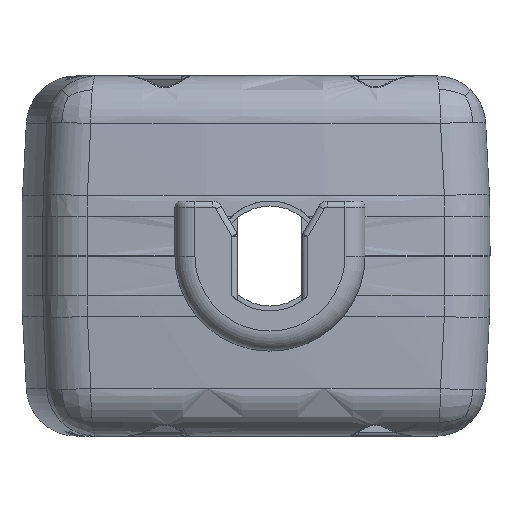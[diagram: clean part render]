
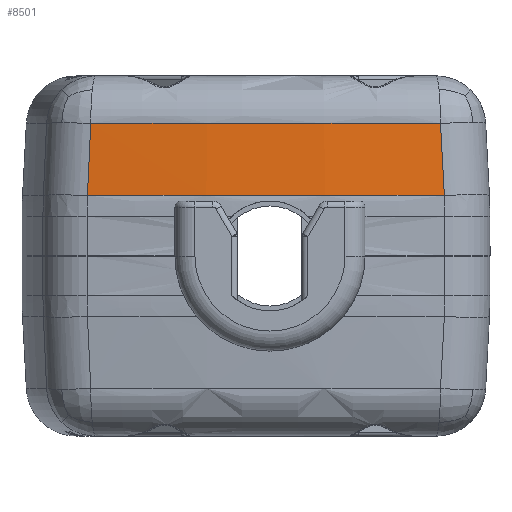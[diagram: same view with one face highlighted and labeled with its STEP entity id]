
A CAD part, front view. The second image highlights one B-rep face of the part: STEP entity #8501.
In plain terms, the highlighted conical face has half-angle 3 degrees and reference radius 89.878 mm.
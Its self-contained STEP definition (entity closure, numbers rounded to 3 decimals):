
#8501 = ADVANCED_FACE( '', ( #17275 ), #17276, .T. );
#17275 = FACE_OUTER_BOUND( '', #37281, .T. );
#17276 = CONICAL_SURFACE( '', #37282, 89.878, 0.052 );
#37281 = EDGE_LOOP( '', ( #65454, #65455, #65456, #65457 ) );
#37282 = AXIS2_PLACEMENT_3D( '', #65458, #65459, #65460 );
#65454 = ORIENTED_EDGE( '', *, *, #71423, .F. );
#65455 = ORIENTED_EDGE( '', *, *, #78200, .T. );
#65456 = ORIENTED_EDGE( '', *, *, #70084, .F. );
#65457 = ORIENTED_EDGE( '', *, *, #77147, .T. );
#65458 = CARTESIAN_POINT( '', ( 12.5, 71.5, -2.327 ) );
#65459 = DIRECTION( '', ( 0., 0., 1. ) );
#65460 = DIRECTION( '', ( -1., 0., 0. ) );
#70084 = EDGE_CURVE( '', #83668, #83662, #83670, .T. );
#71423 = EDGE_CURVE( '', #85920, #83211, #85923, .T. );
#77147 = EDGE_CURVE( '', #83668, #83211, #94179, .T. );
#78200 = EDGE_CURVE( '', #85920, #83662, #95442, .T. );
#83211 = VERTEX_POINT( '', #103208 );
#83662 = VERTEX_POINT( '', #103943 );
#83668 = VERTEX_POINT( '', #103973 );
#83670 = B_SPLINE_CURVE_WITH_KNOTS( '', 3, ( #103984, #103985, #103986, #103987 ), .UNSPECIFIED., .F., .F., ( 4, 4 ), ( 0., 1. ), .UNSPECIFIED. );
#85920 = VERTEX_POINT( '', #107621 );
#85923 = B_SPLINE_CURVE_WITH_KNOTS( '', 3, ( #107632, #107633, #107634, #107635 ), .UNSPECIFIED., .F., .F., ( 4, 4 ), ( 0., 1. ), .UNSPECIFIED. );
#94179 = CIRCLE( '', #121905, 89.973 );
#95442 = CIRCLE( '', #124052, 89.784 );
#103208 = CARTESIAN_POINT( '', ( 3.782, -18.049, -0.523 ) );
#103943 = CARTESIAN_POINT( '', ( 21.463, -17.835, -4.131 ) );
#103973 = CARTESIAN_POINT( '', ( 21.628, -18.008, -0.523 ) );
#103984 = CARTESIAN_POINT( '', ( 21.628, -18.009, -0.523 ) );
#103985 = CARTESIAN_POINT( '', ( 21.573, -17.951, -1.726 ) );
#103986 = CARTESIAN_POINT( '', ( 21.518, -17.893, -2.928 ) );
#103987 = CARTESIAN_POINT( '', ( 21.463, -17.835, -4.131 ) );
#107621 = CARTESIAN_POINT( '', ( 3.976, -17.878, -4.131 ) );
#107632 = CARTESIAN_POINT( '', ( 3.976, -17.878, -4.131 ) );
#107633 = CARTESIAN_POINT( '', ( 3.911, -17.935, -2.928 ) );
#107634 = CARTESIAN_POINT( '', ( 3.847, -17.992, -1.726 ) );
#107635 = CARTESIAN_POINT( '', ( 3.782, -18.049, -0.523 ) );
#121905 = AXIS2_PLACEMENT_3D( '', #133537, #133538, #133539 );
#124052 = AXIS2_PLACEMENT_3D( '', #134295, #134296, #134297 );
#133537 = CARTESIAN_POINT( '', ( 12.5, 71.5, -0.523 ) );
#133538 = DIRECTION( '', ( 0., 0., -1. ) );
#133539 = DIRECTION( '', ( 0.101, -0.995, 0. ) );
#134295 = CARTESIAN_POINT( '', ( 12.5, 71.5, -4.131 ) );
#134296 = DIRECTION( '', ( 0., 0., 1. ) );
#134297 = DIRECTION( '', ( -0.095, -0.995, 0. ) );
